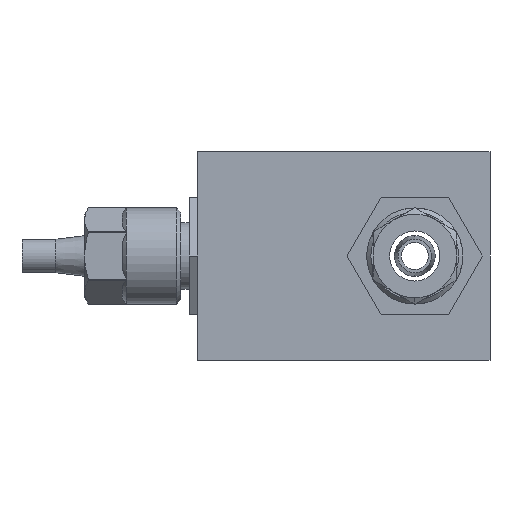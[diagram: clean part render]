
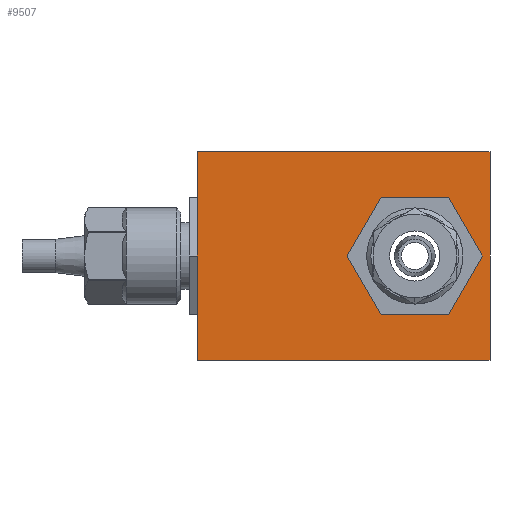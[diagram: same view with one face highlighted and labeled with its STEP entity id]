
A CAD part, left-side view. The second image highlights one B-rep face of the part: STEP entity #9507.
In plain terms, the highlighted planar face has unit normal (-1, 0, 0).
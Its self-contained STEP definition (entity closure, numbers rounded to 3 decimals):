
#57 = EDGE_CURVE ( 'NONE', #2340, #1048, #2334, .T. ) ;
#149 = CIRCLE ( 'NONE', #11461, 4.5 ) ;
#689 = CARTESIAN_POINT ( 'NONE',  ( -12.5, 35., -12.5 ) ) ;
#876 = EDGE_CURVE ( 'NONE', #2954, #12353, #4348, .T. ) ;
#1048 = VERTEX_POINT ( 'NONE', #7263 ) ;
#1140 = EDGE_LOOP ( 'NONE', ( #2993, #6692, #11052, #4849 ) ) ;
#1338 = CARTESIAN_POINT ( 'NONE',  ( -12.5, 9., -4.5 ) ) ;
#1665 = EDGE_CURVE ( 'NONE', #1048, #5936, #3935, .T. ) ;
#2013 = VECTOR ( 'NONE', #2670, 1000. ) ;
#2334 = LINE ( 'NONE', #3337, #2013 ) ;
#2340 = VERTEX_POINT ( 'NONE', #689 ) ;
#2577 = FACE_OUTER_BOUND ( 'NONE', #1140, .T. ) ;
#2670 = DIRECTION ( 'NONE',  ( 0., -1., 0. ) ) ;
#2780 = DIRECTION ( 'NONE',  ( 0., -1., 0. ) ) ;
#2954 = VERTEX_POINT ( 'NONE', #8515 ) ;
#2993 = ORIENTED_EDGE ( 'NONE', *, *, #1665, .T. ) ;
#3052 = EDGE_CURVE ( 'NONE', #2340, #9743, #4597, .T. ) ;
#3069 = ORIENTED_EDGE ( 'NONE', *, *, #11877, .T. ) ;
#3337 = CARTESIAN_POINT ( 'NONE',  ( -12.5, 35., -12.5 ) ) ;
#3935 = LINE ( 'NONE', #7310, #6470 ) ;
#4348 = CIRCLE ( 'NONE', #5666, 4.5 ) ;
#4563 = DIRECTION ( 'NONE',  ( 1., 0., 0. ) ) ;
#4597 = LINE ( 'NONE', #6384, #11611 ) ;
#4776 = DIRECTION ( 'NONE',  ( 1., 0., 0. ) ) ;
#4849 = ORIENTED_EDGE ( 'NONE', *, *, #57, .T. ) ;
#4875 = ORIENTED_EDGE ( 'NONE', *, *, #876, .T. ) ;
#5116 = CARTESIAN_POINT ( 'NONE',  ( -12.5, 35., 12.5 ) ) ;
#5241 = FACE_BOUND ( 'NONE', #11793, .T. ) ;
#5544 = DIRECTION ( 'NONE',  ( 1., 0., 0. ) ) ;
#5607 = CARTESIAN_POINT ( 'NONE',  ( -12.5, 0., 12.5 ) ) ;
#5666 = AXIS2_PLACEMENT_3D ( 'NONE', #6429, #5544, #5883 ) ;
#5883 = DIRECTION ( 'NONE',  ( 0., 0., -1. ) ) ;
#5936 = VERTEX_POINT ( 'NONE', #5607 ) ;
#6384 = CARTESIAN_POINT ( 'NONE',  ( -12.5, 35., 12.5 ) ) ;
#6429 = CARTESIAN_POINT ( 'NONE',  ( -12.5, 9., 0. ) ) ;
#6470 = VECTOR ( 'NONE', #7343, 1000. ) ;
#6652 = PLANE ( 'NONE',  #11377 ) ;
#6675 = DIRECTION ( 'NONE',  ( 0., 0., 1. ) ) ;
#6692 = ORIENTED_EDGE ( 'NONE', *, *, #10113, .F. ) ;
#7263 = CARTESIAN_POINT ( 'NONE',  ( -12.5, 0., -12.5 ) ) ;
#7310 = CARTESIAN_POINT ( 'NONE',  ( -12.5, 0., 12.5 ) ) ;
#7343 = DIRECTION ( 'NONE',  ( 0., 0., 1. ) ) ;
#8515 = CARTESIAN_POINT ( 'NONE',  ( -12.5, 9., 4.5 ) ) ;
#8935 = LINE ( 'NONE', #11123, #11323 ) ;
#9507 = ADVANCED_FACE ( 'NONE', ( #5241, #2577 ), #6652, .F. ) ;
#9743 = VERTEX_POINT ( 'NONE', #5116 ) ;
#10030 = CARTESIAN_POINT ( 'NONE',  ( -12.5, 9., 0. ) ) ;
#10113 = EDGE_CURVE ( 'NONE', #9743, #5936, #8935, .T. ) ;
#10227 = CARTESIAN_POINT ( 'NONE',  ( -12.5, 35., 12.5 ) ) ;
#10933 = DIRECTION ( 'NONE',  ( 0., 0., -1. ) ) ;
#11052 = ORIENTED_EDGE ( 'NONE', *, *, #3052, .F. ) ;
#11123 = CARTESIAN_POINT ( 'NONE',  ( -12.5, 35., 12.5 ) ) ;
#11142 = DIRECTION ( 'NONE',  ( 0., 0., -1. ) ) ;
#11323 = VECTOR ( 'NONE', #2780, 1000. ) ;
#11377 = AXIS2_PLACEMENT_3D ( 'NONE', #10227, #4776, #11142 ) ;
#11461 = AXIS2_PLACEMENT_3D ( 'NONE', #10030, #4563, #10933 ) ;
#11611 = VECTOR ( 'NONE', #6675, 1000. ) ;
#11793 = EDGE_LOOP ( 'NONE', ( #3069, #4875 ) ) ;
#11877 = EDGE_CURVE ( 'NONE', #12353, #2954, #149, .T. ) ;
#12353 = VERTEX_POINT ( 'NONE', #1338 ) ;
